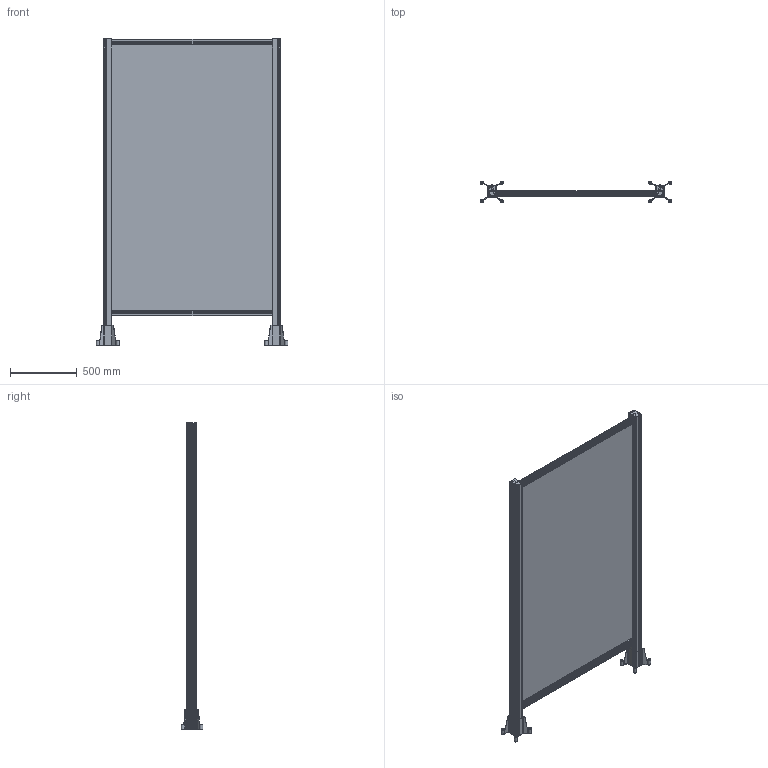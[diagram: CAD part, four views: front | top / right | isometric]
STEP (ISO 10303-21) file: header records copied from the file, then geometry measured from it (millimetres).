
FILE_DESCRIPTION((''),'2;1');
FILE_NAME('SZ8102N.stp','2012-11-24T11:04:53',('marina kaa'),(''),'Autodesk Inventor 2012','Autodesk Inventor 2012','');
FILE_SCHEMA(('AUTOMOTIVE_DESIGN { 1 0 10303 214 1 1 1 1 }'));
Length unit declared in the file: millimetre
Products named in the file (1): SZ8102_K
Bounding box: 1438.97 x 162.94 x 2304 mm (x, y, z)
Volume: 16917897.7 mm3; surface area: 12126787.4 mm2
Topology: 9 solids, 9 shells, 1368 faces, 4208 edges, 2744 vertices
Faces by surface type: plane 756, cylinder 488, cone 88, sphere 16, torus 16, bspline 4
Full cylindrical faces by diameter (mm): 5.1 x4, 6.647 x4, 6.65 x8, 6.8 x2, 7.8 x4, 7.9 x4, 8 x4, 11.8 x4, 12 x4, 13 x8
Entity records: 53469 total; most frequent: CARTESIAN_POINT 15314, ORIENTED_EDGE 8004, DIRECTION 7414, EDGE_CURVE 4002, VERTEX_POINT 2646, AXIS2_PLACEMENT_3D 2483, VECTOR 2448, LINE 2448
